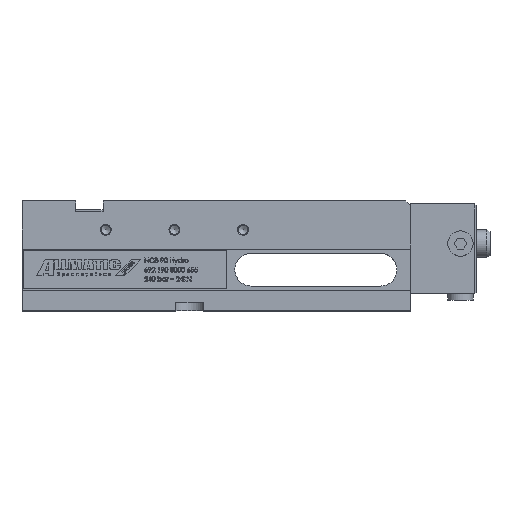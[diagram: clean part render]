
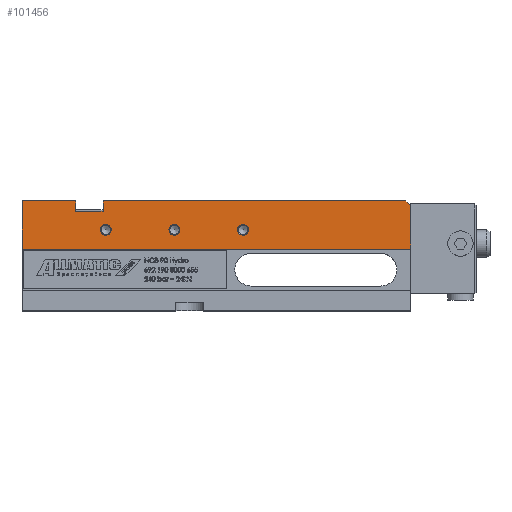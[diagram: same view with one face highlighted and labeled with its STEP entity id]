
A CAD part, top view. The second image highlights one B-rep face of the part: STEP entity #101456.
In plain terms, the highlighted planar face has unit normal (0, 0, 1).
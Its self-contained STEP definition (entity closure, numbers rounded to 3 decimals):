
#178 = DIRECTION ( 'NONE',  ( 0., 0., -1. ) ) ;
#363 = VERTEX_POINT ( 'NONE', #116958 ) ;
#3594 = FACE_BOUND ( 'NONE', #84366, .T. ) ;
#3674 = LINE ( 'NONE', #5117, #78152 ) ;
#5117 = CARTESIAN_POINT ( 'NONE',  ( 287., 4., 45. ) ) ;
#6072 = ORIENTED_EDGE ( 'NONE', *, *, #21909, .F. ) ;
#6218 = CARTESIAN_POINT ( 'NONE',  ( 4., 84., 45. ) ) ;
#6643 = DIRECTION ( 'NONE',  ( 0., 0., 1. ) ) ;
#8377 = CARTESIAN_POINT ( 'NONE',  ( 3.999, 49., 45. ) ) ;
#8964 = CARTESIAN_POINT ( 'NONE',  ( 287., 80.5, 45. ) ) ;
#12536 = ORIENTED_EDGE ( 'NONE', *, *, #120301, .F. ) ;
#12958 = EDGE_CURVE ( 'NONE', #43532, #43532, #79651, .T. ) ;
#14284 = VERTEX_POINT ( 'NONE', #71680 ) ;
#15798 = VERTEX_POINT ( 'NONE', #83507 ) ;
#16934 = FACE_OUTER_BOUND ( 'NONE', #63775, .T. ) ;
#19067 = DIRECTION ( 'NONE',  ( 0., 0., 1. ) ) ;
#20519 = EDGE_CURVE ( 'NONE', #119303, #21092, #119687, .T. ) ;
#21033 = AXIS2_PLACEMENT_3D ( 'NONE', #52065, #90536, #90946 ) ;
#21092 = VERTEX_POINT ( 'NONE', #54815 ) ;
#21909 = EDGE_CURVE ( 'NONE', #14284, #15798, #60634, .T. ) ;
#23461 = VERTEX_POINT ( 'NONE', #83835 ) ;
#23677 = EDGE_LOOP ( 'NONE', ( #122230 ) ) ;
#25046 = DIRECTION ( 'NONE',  ( 0., -1., 0. ) ) ;
#26138 = PLANE ( 'NONE',  #93594 ) ;
#27197 = ORIENTED_EDGE ( 'NONE', *, *, #114668, .T. ) ;
#27972 = ORIENTED_EDGE ( 'NONE', *, *, #20519, .F. ) ;
#28871 = DIRECTION ( 'NONE',  ( 0., 1., 0. ) ) ;
#31474 = AXIS2_PLACEMENT_3D ( 'NONE', #111422, #6643, #62459 ) ;
#31706 = VERTEX_POINT ( 'NONE', #6218 ) ;
#32443 = EDGE_CURVE ( 'NONE', #53228, #31706, #43595, .T. ) ;
#32673 = EDGE_CURVE ( 'NONE', #363, #363, #41949, .T. ) ;
#32871 = LINE ( 'NONE', #8377, #70191 ) ;
#34134 = CARTESIAN_POINT ( 'NONE',  ( 63., 4., 45. ) ) ;
#36496 = DIRECTION ( 'NONE',  ( 1., 0., 0. ) ) ;
#36910 = CARTESIAN_POINT ( 'NONE',  ( 4., 84., 45. ) ) ;
#39043 = DIRECTION ( 'NONE',  ( 1., 0., 0. ) ) ;
#41595 = ORIENTED_EDGE ( 'NONE', *, *, #84053, .T. ) ;
#41949 = CIRCLE ( 'NONE', #31474, 4. ) ;
#43532 = VERTEX_POINT ( 'NONE', #48846 ) ;
#43595 = LINE ( 'NONE', #47194, #59975 ) ;
#43706 = FACE_BOUND ( 'NONE', #94185, .T. ) ;
#47194 = CARTESIAN_POINT ( 'NONE',  ( 4., 4., 45. ) ) ;
#47966 = ORIENTED_EDGE ( 'NONE', *, *, #12958, .F. ) ;
#48819 = VECTOR ( 'NONE', #25046, 1000. ) ;
#48846 = CARTESIAN_POINT ( 'NONE',  ( 119., 63., 45. ) ) ;
#51280 = CARTESIAN_POINT ( 'NONE',  ( 43., 4., 45. ) ) ;
#52065 = CARTESIAN_POINT ( 'NONE',  ( 65., 63., 45. ) ) ;
#53228 = VERTEX_POINT ( 'NONE', #81635 ) ;
#54061 = VECTOR ( 'NONE', #63700, 1000. ) ;
#54815 = CARTESIAN_POINT ( 'NONE',  ( 63., 84., 45. ) ) ;
#55687 = EDGE_CURVE ( 'NONE', #21092, #91151, #111429, .T. ) ;
#59975 = VECTOR ( 'NONE', #28871, 1000. ) ;
#60634 = LINE ( 'NONE', #51280, #48819 ) ;
#62459 = DIRECTION ( 'NONE',  ( 1., 0., 0. ) ) ;
#62884 = CARTESIAN_POINT ( 'NONE',  ( 4., 84., 45. ) ) ;
#63019 = EDGE_CURVE ( 'NONE', #23461, #112311, #3674, .T. ) ;
#63700 = DIRECTION ( 'NONE',  ( 1., 0., 0. ) ) ;
#63775 = EDGE_LOOP ( 'NONE', ( #86314, #27197, #114498, #27972, #84496, #6072, #100791, #83246, #41595 ) ) ;
#63852 = CARTESIAN_POINT ( 'NONE',  ( 283.5, 84., 45. ) ) ;
#70191 = VECTOR ( 'NONE', #102263, 1000. ) ;
#70257 = CARTESIAN_POINT ( 'NONE',  ( 4., 76.5, 45. ) ) ;
#70730 = LINE ( 'NONE', #70257, #118698 ) ;
#71680 = CARTESIAN_POINT ( 'NONE',  ( 43., 84., 45. ) ) ;
#72155 = LINE ( 'NONE', #97806, #120121 ) ;
#78152 = VECTOR ( 'NONE', #118283, 1000. ) ;
#79222 = CARTESIAN_POINT ( 'NONE',  ( 63., 76.5, 45. ) ) ;
#79441 = EDGE_CURVE ( 'NONE', #15798, #119303, #70730, .T. ) ;
#79651 = CIRCLE ( 'NONE', #82712, 4. ) ;
#79952 = DIRECTION ( 'NONE',  ( 1., 0., 0. ) ) ;
#81352 = DIRECTION ( 'NONE',  ( 0., 1., 0. ) ) ;
#81635 = CARTESIAN_POINT ( 'NONE',  ( 4., 49., 45. ) ) ;
#82712 = AXIS2_PLACEMENT_3D ( 'NONE', #106300, #19067, #39043 ) ;
#83246 = ORIENTED_EDGE ( 'NONE', *, *, #32443, .F. ) ;
#83507 = CARTESIAN_POINT ( 'NONE',  ( 43., 76.5, 45. ) ) ;
#83835 = CARTESIAN_POINT ( 'NONE',  ( 287., 49., 45. ) ) ;
#84053 = EDGE_CURVE ( 'NONE', #53228, #23461, #32871, .T. ) ;
#84366 = EDGE_LOOP ( 'NONE', ( #47966 ) ) ;
#84496 = ORIENTED_EDGE ( 'NONE', *, *, #79441, .F. ) ;
#86314 = ORIENTED_EDGE ( 'NONE', *, *, #63019, .T. ) ;
#90536 = DIRECTION ( 'NONE',  ( 0., 0., 1. ) ) ;
#90946 = DIRECTION ( 'NONE',  ( 1., 0., 0. ) ) ;
#91151 = VERTEX_POINT ( 'NONE', #63852 ) ;
#91567 = FACE_BOUND ( 'NONE', #23677, .T. ) ;
#93594 = AXIS2_PLACEMENT_3D ( 'NONE', #114598, #178, #94925 ) ;
#94185 = EDGE_LOOP ( 'NONE', ( #12536 ) ) ;
#94925 = DIRECTION ( 'NONE',  ( -1., 0., 0. ) ) ;
#96043 = EDGE_CURVE ( 'NONE', #31706, #14284, #113964, .T. ) ;
#97806 = CARTESIAN_POINT ( 'NONE',  ( 283.5, 84., 45. ) ) ;
#98859 = VERTEX_POINT ( 'NONE', #120679 ) ;
#100791 = ORIENTED_EDGE ( 'NONE', *, *, #96043, .F. ) ;
#100991 = VECTOR ( 'NONE', #36496, 1000. ) ;
#101456 = ADVANCED_FACE ( 'NONE', ( #43706, #91567, #3594, #16934 ), #26138, .F. ) ;
#102263 = DIRECTION ( 'NONE',  ( 1., 0., 0. ) ) ;
#103380 = CIRCLE ( 'NONE', #21033, 4. ) ;
#106300 = CARTESIAN_POINT ( 'NONE',  ( 115., 63., 45. ) ) ;
#111422 = CARTESIAN_POINT ( 'NONE',  ( 165., 63., 45. ) ) ;
#111429 = LINE ( 'NONE', #36910, #100991 ) ;
#112311 = VERTEX_POINT ( 'NONE', #8964 ) ;
#113964 = LINE ( 'NONE', #62884, #54061 ) ;
#114498 = ORIENTED_EDGE ( 'NONE', *, *, #55687, .F. ) ;
#114598 = CARTESIAN_POINT ( 'NONE',  ( 4., 4., 45. ) ) ;
#114668 = EDGE_CURVE ( 'NONE', #112311, #91151, #72155, .T. ) ;
#115225 = VECTOR ( 'NONE', #81352, 1000. ) ;
#116958 = CARTESIAN_POINT ( 'NONE',  ( 169., 63., 45. ) ) ;
#117061 = DIRECTION ( 'NONE',  ( -0.707, 0.707, 0. ) ) ;
#118283 = DIRECTION ( 'NONE',  ( 0., 1., 0. ) ) ;
#118698 = VECTOR ( 'NONE', #79952, 1000. ) ;
#119303 = VERTEX_POINT ( 'NONE', #79222 ) ;
#119687 = LINE ( 'NONE', #34134, #115225 ) ;
#120121 = VECTOR ( 'NONE', #117061, 1000. ) ;
#120301 = EDGE_CURVE ( 'NONE', #98859, #98859, #103380, .T. ) ;
#120679 = CARTESIAN_POINT ( 'NONE',  ( 69., 63., 45. ) ) ;
#122230 = ORIENTED_EDGE ( 'NONE', *, *, #32673, .F. ) ;
